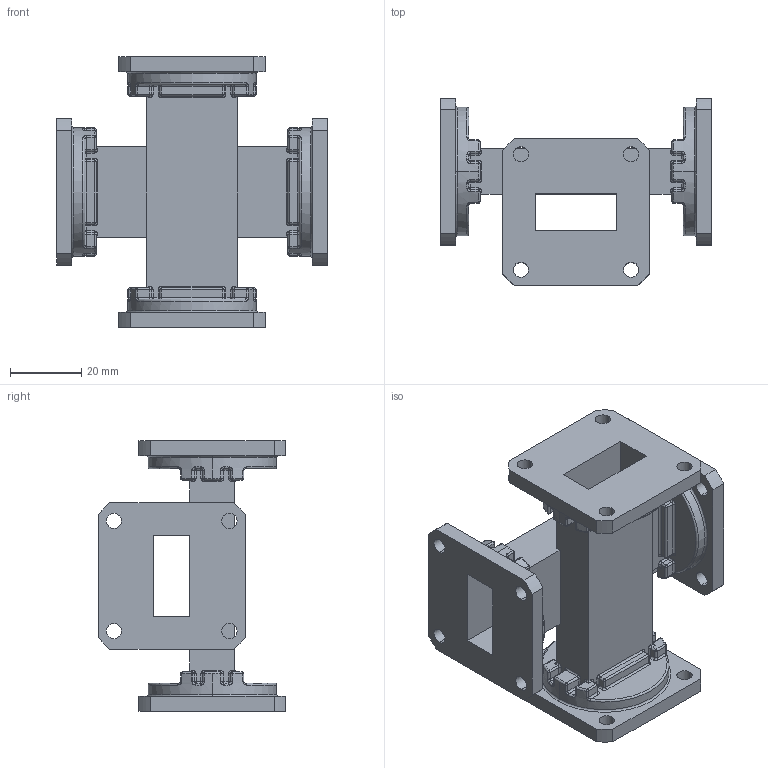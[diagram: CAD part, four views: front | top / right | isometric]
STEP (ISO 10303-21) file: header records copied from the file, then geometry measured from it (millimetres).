
FILE_DESCRIPTION (( 'STEP AP214' ), '1' );
FILE_NAME ('FMWCP1056_3D.step', '2024-01-04T22:13:22', ( '' ), ( '' ), 'SwSTEP 2.0', 'SolidWorks 2022', '' );
FILE_SCHEMA (( 'AUTOMOTIVE_DESIGN' ));
Length unit declared in the file: inch
Products named in the file (1): FMWCP1056_3D
Bounding box: 76.2 x 52.7 x 76.2 mm (x, y, z)
Volume: 48445.5 mm3; surface area: 34430.8 mm2
Topology: 1 solids, 1 shells, 1006 faces, 2388 edges, 1244 vertices
Faces by surface type: cylinder 464, plane 186, torus 156, sphere 152, bspline 48
Entity records: 29552 total; most frequent: CARTESIAN_POINT 6931, DIRECTION 5226, ORIENTED_EDGE 4488, EDGE_CURVE 2244, AXIS2_PLACEMENT_3D 2135, VERTEX_POINT 1244, CIRCLE 1176, EDGE_LOOP 1046
